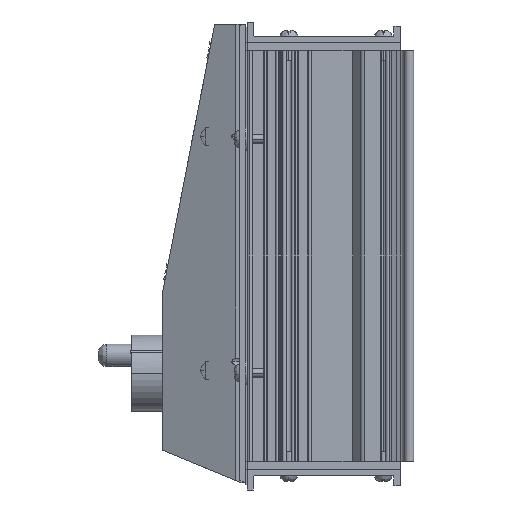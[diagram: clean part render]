
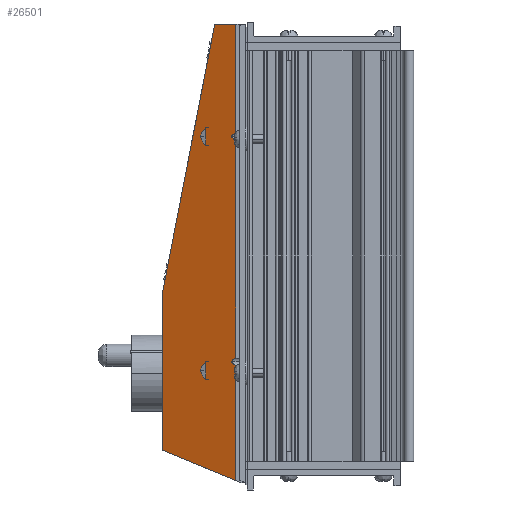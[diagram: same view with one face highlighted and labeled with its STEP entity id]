
A CAD part, left-side view. The second image highlights one B-rep face of the part: STEP entity #26501.
In plain terms, the highlighted planar face has unit normal (-0.913, 0.407, 0).
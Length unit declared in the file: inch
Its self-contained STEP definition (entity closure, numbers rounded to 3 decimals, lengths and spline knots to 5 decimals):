
#289 = CARTESIAN_POINT ( 'NONE',  ( -2.25926, 2.71122, -4.85255 ) ) ;
#1337 = CARTESIAN_POINT ( 'NONE',  ( -2.28776, 2.64721, 0.41129 ) ) ;
#2279 = CARTESIAN_POINT ( 'NONE',  ( -2.28776, 2.64721, -5.54011 ) ) ;
#3231 = LINE ( 'NONE', #31219, #15457 ) ;
#3556 = VERTEX_POINT ( 'NONE', #1337 ) ;
#3599 = CARTESIAN_POINT ( 'NONE',  ( -2.28776, 2.64721, -5.54011 ) ) ;
#3958 = CARTESIAN_POINT ( 'NONE',  ( -2.25926, 2.71122, -1.31603 ) ) ;
#5179 = DIRECTION ( 'NONE',  ( 0.085, 0.19, -0.978 ) ) ;
#6025 = EDGE_CURVE ( 'NONE', #93854, #28717, #43487, .T. ) ;
#9097 = EDGE_CURVE ( 'NONE', #55165, #55962, #57753, .T. ) ;
#10246 = CARTESIAN_POINT ( 'NONE',  ( -2.25926, 2.71122, -4.87523 ) ) ;
#10944 = CARTESIAN_POINT ( 'NONE',  ( -2.26949, 2.68823, -1.38164 ) ) ;
#10994 = ORIENTED_EDGE ( 'NONE', *, *, #28020, .T. ) ;
#11880 = DIRECTION ( 'NONE',  ( 0., 0., -1. ) ) ;
#12822 = CARTESIAN_POINT ( 'NONE',  ( -2.25926, 2.71122, -1.33871 ) ) ;
#14634 = VECTOR ( 'NONE', #73974, 39.37008 ) ;
#15457 = VECTOR ( 'NONE', #54995, 39.37008 ) ;
#16359 = ORIENTED_EDGE ( 'NONE', *, *, #6025, .F. ) ;
#16700 = PLANE ( 'NONE',  #87662 ) ;
#17040 = EDGE_CURVE ( 'NONE', #3556, #65335, #20608, .T. ) ;
#20608 = LINE ( 'NONE', #95812, #54634 ) ;
#24224 = DIRECTION ( 'NONE',  ( 0.914, -0.407, 0. ) ) ;
#24664 = CARTESIAN_POINT ( 'NONE',  ( -1.77942, 3.78894, -3.76194 ) ) ;
#25182 =( BOUNDED_CURVE ( )  B_SPLINE_CURVE ( 3, ( #51901, #82507, #3958, #59719 ),
 .UNSPECIFIED., .F., .F. ) 
 B_SPLINE_CURVE_WITH_KNOTS ( ( 4, 4 ),
 ( 2.2054, 3.14159 ),
 .UNSPECIFIED. ) 
 CURVE ( )  GEOMETRIC_REPRESENTATION_ITEM ( )  RATIONAL_B_SPLINE_CURVE ( ( 1., 0.928, 0.928, 1. ) ) 
 REPRESENTATION_ITEM ( '' )  );
#26501 = ADVANCED_FACE ( 'NONE', ( #94802 ), #16700, .F. ) ;
#27052 = LINE ( 'NONE', #2279, #71993 ) ;
#27088 = DIRECTION ( 'NONE',  ( 0., 0., -1. ) ) ;
#28020 = EDGE_CURVE ( 'NONE', #39247, #78054, #57845, .T. ) ;
#28717 = VERTEX_POINT ( 'NONE', #41027 ) ;
#31025 = DIRECTION ( 'NONE',  ( 0.407, 0.914, 0. ) ) ;
#31117 = VECTOR ( 'NONE', #5179, 39.37008 ) ;
#31219 = CARTESIAN_POINT ( 'NONE',  ( -1.77942, 3.78894, -5.54011 ) ) ;
#33207 = DIRECTION ( 'NONE',  ( 0.38, 0.854, 0.354 ) ) ;
#33450 = ORIENTED_EDGE ( 'NONE', *, *, #58187, .F. ) ;
#34589 = VECTOR ( 'NONE', #33207, 39.37008 ) ;
#35484 = CARTESIAN_POINT ( 'NONE',  ( -2.14059, 2.97774, 0.41129 ) ) ;
#35801 = CARTESIAN_POINT ( 'NONE',  ( -2.28776, 2.64721, -4.90892 ) ) ;
#36147 = DIRECTION ( 'NONE',  ( -0.407, -0.914, 0. ) ) ;
#39224 = CARTESIAN_POINT ( 'NONE',  ( -2.28776, 2.64721, -6.7061 ) ) ;
#39247 = VERTEX_POINT ( 'NONE', #88161 ) ;
#41027 = CARTESIAN_POINT ( 'NONE',  ( -2.25926, 2.71122, -4.85255 ) ) ;
#42094 = ORIENTED_EDGE ( 'NONE', *, *, #53686, .F. ) ;
#42433 = ORIENTED_EDGE ( 'NONE', *, *, #69203, .F. ) ;
#43487 =( BOUNDED_CURVE ( )  B_SPLINE_CURVE ( 3, ( #100860, #46878, #77158, #289 ),
 .UNSPECIFIED., .F., .F. ) 
 B_SPLINE_CURVE_WITH_KNOTS ( ( 4, 4 ),
 ( 5.34699, 6.28319 ),
 .UNSPECIFIED. ) 
 CURVE ( )  GEOMETRIC_REPRESENTATION_ITEM ( )  RATIONAL_B_SPLINE_CURVE ( ( 1., 0.928, 0.928, 1. ) ) 
 REPRESENTATION_ITEM ( '' )  );
#46878 = CARTESIAN_POINT ( 'NONE',  ( -2.26949, 2.68823, -4.80963 ) ) ;
#49698 = CARTESIAN_POINT ( 'NONE',  ( -2.25926, 2.71122, -4.85255 ) ) ;
#51811 = CARTESIAN_POINT ( 'NONE',  ( -2.14059, 2.97774, 0.41129 ) ) ;
#51901 = CARTESIAN_POINT ( 'NONE',  ( -2.28776, 2.64721, -1.28234 ) ) ;
#52513 = ORIENTED_EDGE ( 'NONE', *, *, #54507, .F. ) ;
#53124 = ORIENTED_EDGE ( 'NONE', *, *, #9097, .F. ) ;
#53167 = CARTESIAN_POINT ( 'NONE',  ( -2.28776, 2.64721, -1.39509 ) ) ;
#53673 = ORIENTED_EDGE ( 'NONE', *, *, #89027, .F. ) ;
#53686 = EDGE_CURVE ( 'NONE', #91896, #78054, #3231, .T. ) ;
#54507 = EDGE_CURVE ( 'NONE', #39247, #3556, #88135, .T. ) ;
#54609 = EDGE_LOOP ( 'NONE', ( #75930, #52513, #10994, #42094, #33450, #100493, #53673, #16359, #42433, #53124, #93378 ) ) ;
#54634 = VECTOR ( 'NONE', #11880, 39.37008 ) ;
#54995 = DIRECTION ( 'NONE',  ( 0., 0., 1. ) ) ;
#55165 = VERTEX_POINT ( 'NONE', #12822 ) ;
#55962 = VERTEX_POINT ( 'NONE', #53167 ) ;
#56616 = CARTESIAN_POINT ( 'NONE',  ( -2.28776, 2.64721, -6.7061 ) ) ;
#57753 =( BOUNDED_CURVE ( )  B_SPLINE_CURVE ( 3, ( #96546, #80320, #10944, #73486 ),
 .UNSPECIFIED., .F., .F. ) 
 B_SPLINE_CURVE_WITH_KNOTS ( ( 4, 4 ),
 ( 3.14159, 4.07779 ),
 .UNSPECIFIED. ) 
 CURVE ( )  GEOMETRIC_REPRESENTATION_ITEM ( )  RATIONAL_B_SPLINE_CURVE ( ( 1., 0.928, 0.928, 1. ) ) 
 REPRESENTATION_ITEM ( '' )  );
#57845 = LINE ( 'NONE', #51811, #31117 ) ;
#58187 = EDGE_CURVE ( 'NONE', #61226, #91896, #89186, .T. ) ;
#58443 = LINE ( 'NONE', #3599, #14634 ) ;
#59719 = CARTESIAN_POINT ( 'NONE',  ( -2.25926, 2.71122, -1.33871 ) ) ;
#61226 = VERTEX_POINT ( 'NONE', #39224 ) ;
#62019 = EDGE_CURVE ( 'NONE', #65335, #55165, #25182, .T. ) ;
#62269 = VERTEX_POINT ( 'NONE', #35801 ) ;
#65290 = CARTESIAN_POINT ( 'NONE',  ( -2.26949, 2.68823, -4.89547 ) ) ;
#65335 = VERTEX_POINT ( 'NONE', #77894 ) ;
#68133 =( BOUNDED_CURVE ( )  B_SPLINE_CURVE ( 3, ( #49698, #10246, #65290, #80949 ),
 .UNSPECIFIED., .F., .F. ) 
 B_SPLINE_CURVE_WITH_KNOTS ( ( 4, 4 ),
 ( 0., 0.93619 ),
 .UNSPECIFIED. ) 
 CURVE ( )  GEOMETRIC_REPRESENTATION_ITEM ( )  RATIONAL_B_SPLINE_CURVE ( ( 1., 0.928, 0.928, 1. ) ) 
 REPRESENTATION_ITEM ( '' )  );
#68252 = EDGE_CURVE ( 'NONE', #62269, #61226, #27052, .T. ) ;
#69203 = EDGE_CURVE ( 'NONE', #55962, #93854, #58443, .T. ) ;
#69791 = CARTESIAN_POINT ( 'NONE',  ( -1.77942, 3.78894, -6.23318 ) ) ;
#70783 = CARTESIAN_POINT ( 'NONE',  ( -1.77942, 3.78894, -5.54011 ) ) ;
#71993 = VECTOR ( 'NONE', #27088, 39.37008 ) ;
#73486 = CARTESIAN_POINT ( 'NONE',  ( -2.28776, 2.64721, -1.39509 ) ) ;
#73974 = DIRECTION ( 'NONE',  ( 0., 0., -1. ) ) ;
#75930 = ORIENTED_EDGE ( 'NONE', *, *, #17040, .F. ) ;
#77158 = CARTESIAN_POINT ( 'NONE',  ( -2.25926, 2.71122, -4.82987 ) ) ;
#77894 = CARTESIAN_POINT ( 'NONE',  ( -2.28776, 2.64721, -1.28234 ) ) ;
#78054 = VERTEX_POINT ( 'NONE', #24664 ) ;
#78680 = CARTESIAN_POINT ( 'NONE',  ( -2.28776, 2.64721, -4.79618 ) ) ;
#80320 = CARTESIAN_POINT ( 'NONE',  ( -2.25926, 2.71122, -1.3614 ) ) ;
#80949 = CARTESIAN_POINT ( 'NONE',  ( -2.28776, 2.64721, -4.90892 ) ) ;
#82193 = VECTOR ( 'NONE', #36147, 39.37008 ) ;
#82507 = CARTESIAN_POINT ( 'NONE',  ( -2.26949, 2.68823, -1.29579 ) ) ;
#87662 = AXIS2_PLACEMENT_3D ( 'NONE', #70783, #24224, #31025 ) ;
#88135 = LINE ( 'NONE', #35484, #82193 ) ;
#88161 = CARTESIAN_POINT ( 'NONE',  ( -2.14059, 2.97774, 0.41129 ) ) ;
#89027 = EDGE_CURVE ( 'NONE', #28717, #62269, #68133, .T. ) ;
#89186 = LINE ( 'NONE', #56616, #34589 ) ;
#91896 = VERTEX_POINT ( 'NONE', #69791 ) ;
#93378 = ORIENTED_EDGE ( 'NONE', *, *, #62019, .F. ) ;
#93854 = VERTEX_POINT ( 'NONE', #78680 ) ;
#94802 = FACE_OUTER_BOUND ( 'NONE', #54609, .T. ) ;
#95812 = CARTESIAN_POINT ( 'NONE',  ( -2.28776, 2.64721, -5.54011 ) ) ;
#96546 = CARTESIAN_POINT ( 'NONE',  ( -2.25926, 2.71122, -1.33871 ) ) ;
#100493 = ORIENTED_EDGE ( 'NONE', *, *, #68252, .F. ) ;
#100860 = CARTESIAN_POINT ( 'NONE',  ( -2.28776, 2.64721, -4.79618 ) ) ;
